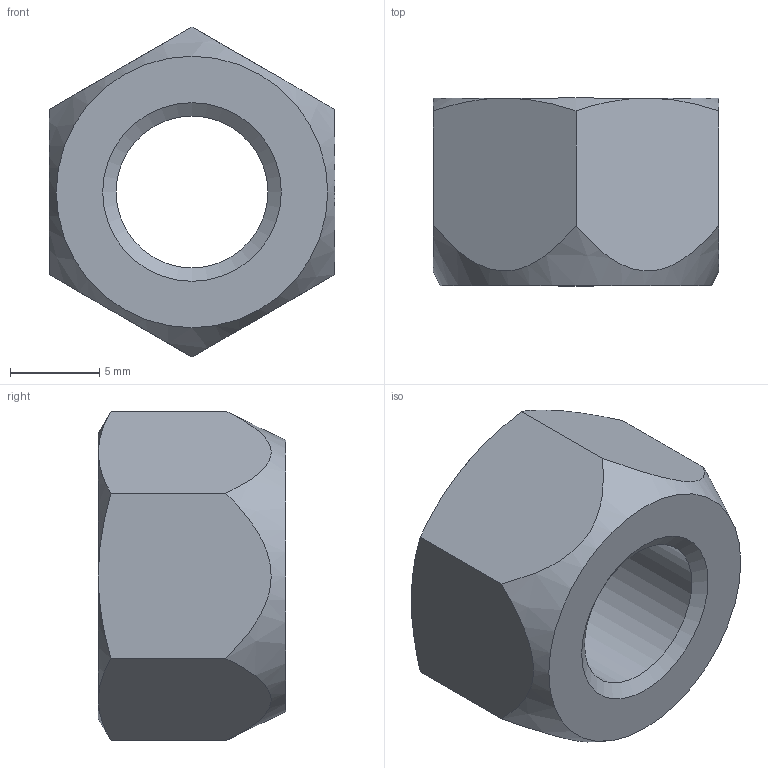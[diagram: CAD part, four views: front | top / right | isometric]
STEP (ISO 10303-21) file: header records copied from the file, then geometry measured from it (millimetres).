
FILE_DESCRIPTION( ( '' ), ' ' );
FILE_NAME( '5bb705aa35dee214c5ffecbe.step', '2018-10-05T06:33:15', ( '' ), ( '' ), ' ', ' ', ' ' );
FILE_SCHEMA( ( 'AUTOMOTIVE_DESIGN { 1 0 10303 214 1 1 1 1 }' ) );
Length unit declared in the file: metre
Products named in the file (1): Hex_Nut_M10
Bounding box: 16 x 10.5 x 18.48 mm (x, y, z)
Volume: 1675 mm3; surface area: 1121.4 mm2
Topology: 1 solids, 1 shells, 19 faces, 45 edges, 28 vertices
Faces by surface type: cone 9, plane 8, cylinder 2
Full cylindrical faces by diameter (mm): 8.5 x1, 10 x1
Entity records: 840 total; most frequent: CARTESIAN_POINT 292, ORIENTED_EDGE 76, DIRECTION 70, EDGE_CURVE 38, AXIS2_PLACEMENT_3D 32, EDGE_LOOP 26, VERTEX_POINT 26, FACE_OUTER_BOUND 21
